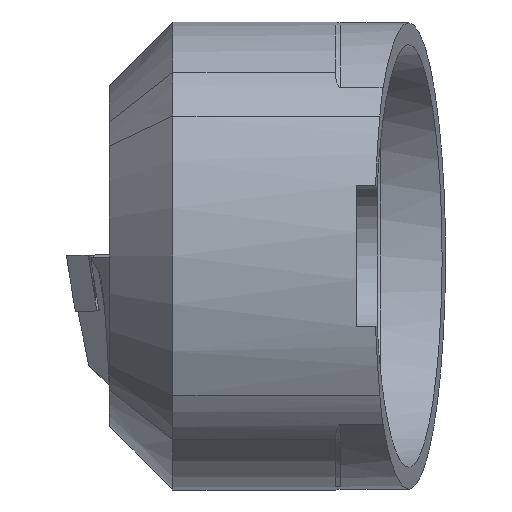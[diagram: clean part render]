
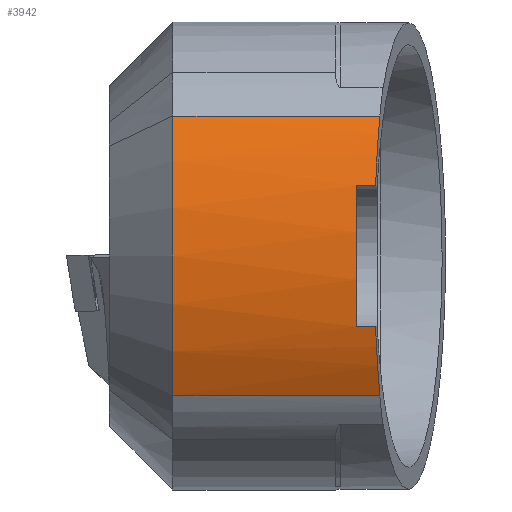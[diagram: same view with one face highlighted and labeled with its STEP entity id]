
A CAD part, front view. The second image highlights one B-rep face of the part: STEP entity #3942.
In plain terms, the highlighted cylindrical face has radius 20.9 mm (diameter 41.8 mm), a partial arc.
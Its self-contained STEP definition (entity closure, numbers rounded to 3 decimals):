
#61 = DIRECTION ( 'NONE',  ( 0., 0., -1. ) ) ;
#90 = EDGE_CURVE ( 'NONE', #1265, #767, #4349, .T. ) ;
#94 = DIRECTION ( 'NONE',  ( 1., 0., 0. ) ) ;
#124 = CARTESIAN_POINT ( 'NONE',  ( -22., 5.5, 0. ) ) ;
#192 = VECTOR ( 'NONE', #4355, 1000. ) ;
#265 = CARTESIAN_POINT ( 'NONE',  ( -0.055, -14.369, -6.72 ) ) ;
#404 = VERTEX_POINT ( 'NONE', #4600 ) ;
#513 = CARTESIAN_POINT ( 'NONE',  ( -0.122, -14.793, -5. ) ) ;
#534 = CIRCLE ( 'NONE', #2718, 20.9 ) ;
#627 = DIRECTION ( 'NONE',  ( 1., 0., 0. ) ) ;
#767 = VERTEX_POINT ( 'NONE', #5167 ) ;
#825 = CIRCLE ( 'NONE', #2153, 20.9 ) ;
#1009 = CARTESIAN_POINT ( 'NONE',  ( -0.122, -14.793, 5. ) ) ;
#1095 = ORIENTED_EDGE ( 'NONE', *, *, #90, .T. ) ;
#1227 = LINE ( 'NONE', #5301, #192 ) ;
#1265 = VERTEX_POINT ( 'NONE', #1718 ) ;
#1314 = EDGE_CURVE ( 'NONE', #767, #1918, #2468, .T. ) ;
#1435 = ORIENTED_EDGE ( 'NONE', *, *, #2984, .T. ) ;
#1446 =( BOUNDED_CURVE ( )  B_SPLINE_CURVE ( 3, ( #4638, #4238, #4092, #4178 ),
 .UNSPECIFIED., .F., .F. ) 
 B_SPLINE_CURVE_WITH_KNOTS ( ( 4, 4 ),
 ( 3.383, 3.637 ),
 .UNSPECIFIED. ) 
 CURVE ( )  GEOMETRIC_REPRESENTATION_ITEM ( )  RATIONAL_B_SPLINE_CURVE ( ( 1., 0.995, 0.995, 1. ) ) 
 REPRESENTATION_ITEM ( '' )  );
#1522 = ORIENTED_EDGE ( 'NONE', *, *, #5495, .F. ) ;
#1605 = CARTESIAN_POINT ( 'NONE',  ( -22., -12.89, -9.931 ) ) ;
#1718 = CARTESIAN_POINT ( 'NONE',  ( -14.5, -12.89, -9.931 ) ) ;
#1918 = VERTEX_POINT ( 'NONE', #513 ) ;
#1958 = ORIENTED_EDGE ( 'NONE', *, *, #1314, .T. ) ;
#1961 = DIRECTION ( 'NONE',  ( 0., 0., -1. ) ) ;
#1989 = DIRECTION ( 'NONE',  ( 1., 0., 0. ) ) ;
#1993 = CARTESIAN_POINT ( 'NONE',  ( 0.18, -12.89, 9.931 ) ) ;
#1998 = EDGE_LOOP ( 'NONE', ( #4891, #1522, #1095, #1958, #1435, #2186, #2196, #2312 ) ) ;
#2090 = VERTEX_POINT ( 'NONE', #1993 ) ;
#2110 = CARTESIAN_POINT ( 'NONE',  ( 0.18, -12.89, -9.931 ) ) ;
#2145 = CARTESIAN_POINT ( 'NONE',  ( -1.5, 5.5, 0. ) ) ;
#2153 = AXIS2_PLACEMENT_3D ( 'NONE', #3553, #3547, #3534 ) ;
#2186 = ORIENTED_EDGE ( 'NONE', *, *, #4255, .F. ) ;
#2196 = ORIENTED_EDGE ( 'NONE', *, *, #4869, .T. ) ;
#2246 = VERTEX_POINT ( 'NONE', #3239 ) ;
#2312 = ORIENTED_EDGE ( 'NONE', *, *, #5169, .T. ) ;
#2392 = DIRECTION ( 'NONE',  ( 1., 0., 0. ) ) ;
#2468 =( BOUNDED_CURVE ( )  B_SPLINE_CURVE ( 3, ( #2110, #2720, #265, #5415 ),
 .UNSPECIFIED., .F., .T. ) 
 B_SPLINE_CURVE_WITH_KNOTS ( ( 4, 4 ),
 ( 2.646, 2.9 ),
 .UNSPECIFIED. ) 
 CURVE ( )  GEOMETRIC_REPRESENTATION_ITEM ( )  RATIONAL_B_SPLINE_CURVE ( ( 1., 0.995, 0.995, 1. ) ) 
 REPRESENTATION_ITEM ( '' )  );
#2598 = CYLINDRICAL_SURFACE ( 'NONE', #4675, 20.9 ) ;
#2718 = AXIS2_PLACEMENT_3D ( 'NONE', #2145, #1989, #1961 ) ;
#2720 = CARTESIAN_POINT ( 'NONE',  ( 0.046, -13.732, -8.372 ) ) ;
#2943 = FACE_OUTER_BOUND ( 'NONE', #1998, .T. ) ;
#2984 = EDGE_CURVE ( 'NONE', #1918, #404, #1227, .T. ) ;
#3031 = EDGE_CURVE ( 'NONE', #2246, #2090, #3880, .T. ) ;
#3239 = CARTESIAN_POINT ( 'NONE',  ( -14.5, -12.89, 9.931 ) ) ;
#3241 = DIRECTION ( 'NONE',  ( 1., 0., 0. ) ) ;
#3279 = CARTESIAN_POINT ( 'NONE',  ( -22., -14.793, 5. ) ) ;
#3534 = DIRECTION ( 'NONE',  ( 0., -1., 0. ) ) ;
#3547 = DIRECTION ( 'NONE',  ( -1., 0., 0. ) ) ;
#3553 = CARTESIAN_POINT ( 'NONE',  ( -14.5, 5.5, 0. ) ) ;
#3604 = LINE ( 'NONE', #3279, #3618 ) ;
#3618 = VECTOR ( 'NONE', #3241, 1000. ) ;
#3741 = VECTOR ( 'NONE', #627, 1000. ) ;
#3850 = CARTESIAN_POINT ( 'NONE',  ( -22., -12.89, 9.931 ) ) ;
#3880 = LINE ( 'NONE', #3850, #3741 ) ;
#3942 = ADVANCED_FACE ( 'NONE', ( #2943 ), #2598, .T. ) ;
#4092 = CARTESIAN_POINT ( 'NONE',  ( 0.046, -13.732, 8.372 ) ) ;
#4107 = VERTEX_POINT ( 'NONE', #4772 ) ;
#4178 = CARTESIAN_POINT ( 'NONE',  ( 0.18, -12.89, 9.931 ) ) ;
#4238 = CARTESIAN_POINT ( 'NONE',  ( -0.055, -14.369, 6.72 ) ) ;
#4255 = EDGE_CURVE ( 'NONE', #4107, #404, #534, .T. ) ;
#4349 = LINE ( 'NONE', #1605, #4477 ) ;
#4355 = DIRECTION ( 'NONE',  ( -1., 0., 0. ) ) ;
#4477 = VECTOR ( 'NONE', #2392, 1000. ) ;
#4600 = CARTESIAN_POINT ( 'NONE',  ( -1.5, -14.793, -5. ) ) ;
#4638 = CARTESIAN_POINT ( 'NONE',  ( -0.122, -14.793, 5. ) ) ;
#4675 = AXIS2_PLACEMENT_3D ( 'NONE', #124, #94, #61 ) ;
#4772 = CARTESIAN_POINT ( 'NONE',  ( -1.5, -14.793, 5. ) ) ;
#4869 = EDGE_CURVE ( 'NONE', #4107, #5674, #3604, .T. ) ;
#4891 = ORIENTED_EDGE ( 'NONE', *, *, #3031, .F. ) ;
#5167 = CARTESIAN_POINT ( 'NONE',  ( 0.18, -12.89, -9.931 ) ) ;
#5169 = EDGE_CURVE ( 'NONE', #5674, #2090, #1446, .T. ) ;
#5301 = CARTESIAN_POINT ( 'NONE',  ( -22., -14.793, -5. ) ) ;
#5415 = CARTESIAN_POINT ( 'NONE',  ( -0.122, -14.793, -5. ) ) ;
#5495 = EDGE_CURVE ( 'NONE', #1265, #2246, #825, .T. ) ;
#5674 = VERTEX_POINT ( 'NONE', #1009 ) ;
